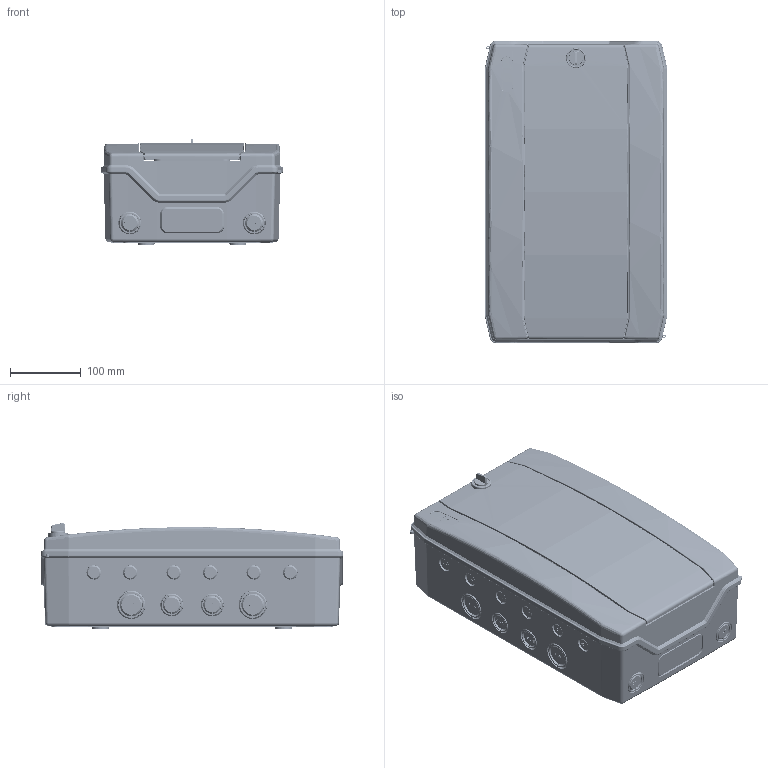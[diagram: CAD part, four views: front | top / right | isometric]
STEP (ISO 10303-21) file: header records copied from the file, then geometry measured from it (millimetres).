
FILE_DESCRIPTION((''),'2;1');
FILE_NAME('N18D_ASM','2021-08-10T',('marketing.praksa'),('Audax d.o.o.'),'CREO PARAMETRIC BY PTC INC, 2017480','CREO PARAMETRIC BY PTC INC, 2017480','');
FILE_SCHEMA(('AUTOMOTIVE_DESIGN { 1 0 10303 214 1 1 1 1 }'));
Length unit declared in the file: millimetre
Products named in the file (19): PLASTICNI_VIJAK_D_SERIJE_1; HOL_RAF_4X30_3_9MMX32MM_1; MASKA_N18D_15_06_2020__KONACNO; DIN_SINA_ZA_18_OSIGURACA; CEP_NAZIDNIH_KUCIST_C_I_D_SER_1; VRATA_22_06_2020__KONACNO; HOL_RAF_3_5X13_3_5MMX13MM_1; NOSAC_DIN_SINE_D_SERIJE; KLJUC_D_-_15_05_2020_1; DMS_-_DEO; POKLOPAC_I; TELO_SABIRNICE_-_04_05_2017_; MESINGANA_SABIRNICA_15; MESINGANA_SABIRNICA_N8-D; SKLOP_NOSACA_I_SABIRNICE_ASM; HOL_RAF_3_5X19_3_5MMX13MM; KUCISTE_N18-D; PRT9540; N18D_ASM
Assembly tree (33 placements, depth 3):
  N18D_ASM
    PLASTICNI_VIJAK_D_SERIJE_1  x4
    HOL_RAF_4X30_3_9MMX32MM_1  x4
    MASKA_N18D_15_06_2020__KONACNO
    DIN_SINA_ZA_18_OSIGURACA
    CEP_NAZIDNIH_KUCIST_C_I_D_SER_1  x4
    VRATA_22_06_2020__KONACNO
    HOL_RAF_3_5X13_3_5MMX13MM_1  x2
    NOSAC_DIN_SINE_D_SERIJE  x2
    KLJUC_D_-_15_05_2020_1
    SKLOP_NOSACA_I_SABIRNICE_ASM
      DMS_-_DEO  x2
      POKLOPAC_I
      TELO_SABIRNICE_-_04_05_2017_
      MESINGANA_SABIRNICA_15  x2
      MESINGANA_SABIRNICA_N8-D  x2
    HOL_RAF_3_5X19_3_5MMX13MM  x2
    KUCISTE_N18-D
    PRT9540
Bounding box: 258.5 x 427.75 x 149.62 mm (x, y, z)
Volume: 678688.4 mm3; surface area: 1277285.6 mm2
Topology: 33 solids, 34 shells, 8080 faces, 22285 edges, 14502 vertices
Faces by surface type: plane 4649, cylinder 1127, extrusion 753, bspline 680, cone 544, torus 281, sphere 40, revolution 6
Entity records: 412499 total; most frequent: CARTESIAN_POINT 125587, ORIENTED_EDGE 39370, DIRECTION 30413, PRESENTATION_STYLE_ASSIGNMENT 27572, STYLED_ITEM 27572, CURVE_STYLE 20441, EDGE_CURVE 19690, VECTOR 14263
